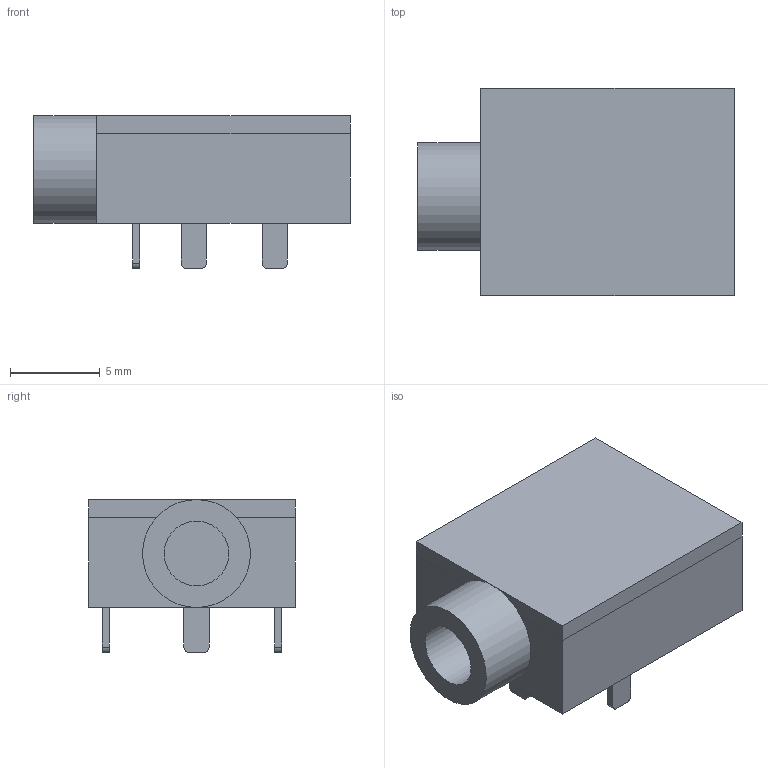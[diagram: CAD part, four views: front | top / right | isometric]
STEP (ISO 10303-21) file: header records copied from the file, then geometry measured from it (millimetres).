
FILE_DESCRIPTION(('FreeCAD Model'),'2;1');
FILE_NAME('Open CASCADE Shape Model','2022-03-17T20:11:29',('Author'),( ''),'Open CASCADE STEP processor 7.5','FreeCAD','Unknown');
FILE_SCHEMA(('AUTOMOTIVE_DESIGN { 1 0 10303 214 1 1 1 1 }'));
Length unit declared in the file: millimetre
Products named in the file (10): Unnamed; Part; Body; Body002; Part001; Body001; Part002; Body003; Body004; Body005
Assembly tree (9 placements, depth 3):
  Unnamed
    Part
      Body
      Body002
    Part001
      Body001
    Part002
      Body003
      Body004
      Body005
Bounding box: 17.6 x 11.5 x 8.5 mm (x, y, z)
Volume: 570.4 mm3; surface area: 1291.1 mm2
Topology: 6 solids, 6 shells, 46 faces, 99 edges, 66 vertices
Faces by surface type: plane 37, cylinder 9
Full cylindrical faces by diameter (mm): 3.6 x2, 6 x1
Entity records: 2786 total; most frequent: CARTESIAN_POINT 461, DIRECTION 420, LINE 261, VECTOR 261, ORIENTED_EDGE 198, PCURVE 198, DEFINITIONAL_REPRESENTATION 198, EDGE_CURVE 99
